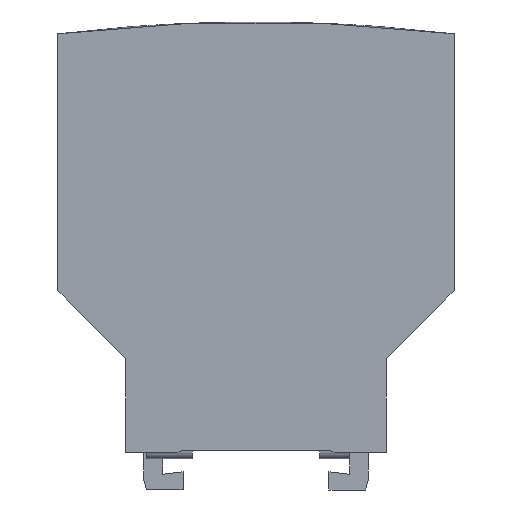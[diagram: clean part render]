
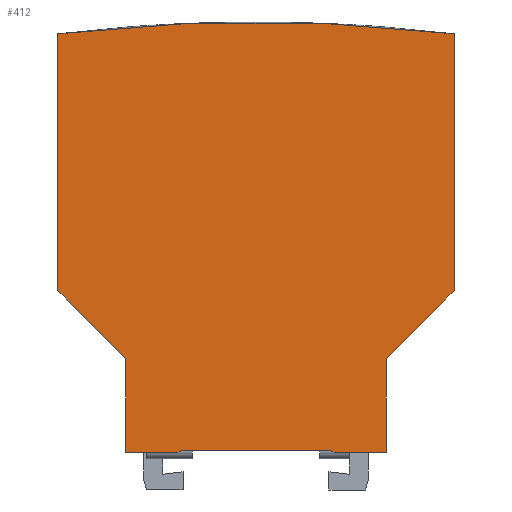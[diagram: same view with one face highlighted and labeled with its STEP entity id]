
A CAD part, left-side view. The second image highlights one B-rep face of the part: STEP entity #412.
In plain terms, the highlighted planar face has unit normal (-1, 0, 0).
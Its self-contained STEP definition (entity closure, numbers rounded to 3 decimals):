
#412 = ADVANCED_FACE( '', ( #1128 ), #1129, .F. );
#1128 = FACE_OUTER_BOUND( '', #1845, .T. );
#1129 = PLANE( '', #1846 );
#1845 = EDGE_LOOP( '', ( #4720, #4721, #4722, #4723, #4724, #4725, #4726, #4727, #4728, #4729, #4730, #4731 ) );
#1846 = AXIS2_PLACEMENT_3D( '', #4732, #4733, #4734 );
#4720 = ORIENTED_EDGE( '', *, *, #5237, .F. );
#4721 = ORIENTED_EDGE( '', *, *, #5690, .F. );
#4722 = ORIENTED_EDGE( '', *, *, #5687, .F. );
#4723 = ORIENTED_EDGE( '', *, *, #5685, .F. );
#4724 = ORIENTED_EDGE( '', *, *, #5296, .F. );
#4725 = ORIENTED_EDGE( '', *, *, #5662, .F. );
#4726 = ORIENTED_EDGE( '', *, *, #5668, .F. );
#4727 = ORIENTED_EDGE( '', *, *, #5679, .F. );
#4728 = ORIENTED_EDGE( '', *, *, #5670, .F. );
#4729 = ORIENTED_EDGE( '', *, *, #5673, .F. );
#4730 = ORIENTED_EDGE( '', *, *, #5549, .F. );
#4731 = ORIENTED_EDGE( '', *, *, #5543, .F. );
#4732 = CARTESIAN_POINT( '', ( -18., 0., 0. ) );
#4733 = DIRECTION( '', ( 1., 0., 0. ) );
#4734 = DIRECTION( '', ( 0., 0., -1. ) );
#5237 = EDGE_CURVE( '', #6504, #6506, #6507, .T. );
#5296 = EDGE_CURVE( '', #6609, #6611, #6612, .T. );
#5543 = EDGE_CURVE( '', #6506, #7019, #7020, .T. );
#5549 = EDGE_CURVE( '', #7019, #7029, #7030, .T. );
#5662 = EDGE_CURVE( '', #7220, #6609, #7222, .T. );
#5668 = EDGE_CURVE( '', #7229, #7220, #7231, .T. );
#5670 = EDGE_CURVE( '', #7232, #7234, #7235, .T. );
#5673 = EDGE_CURVE( '', #7029, #7232, #7238, .T. );
#5679 = EDGE_CURVE( '', #7234, #7229, #7245, .T. );
#5685 = EDGE_CURVE( '', #6611, #7252, #7253, .T. );
#5687 = EDGE_CURVE( '', #7252, #7255, #7256, .T. );
#5690 = EDGE_CURVE( '', #7255, #6504, #7260, .T. );
#6504 = VERTEX_POINT( '', #9214 );
#6506 = VERTEX_POINT( '', #9217 );
#6507 = LINE( '', #9218, #9219 );
#6609 = VERTEX_POINT( '', #9378 );
#6611 = VERTEX_POINT( '', #9381 );
#6612 = LINE( '', #9382, #9383 );
#7019 = VERTEX_POINT( '', #10036 );
#7020 = LINE( '', #10037, #10038 );
#7029 = VERTEX_POINT( '', #10052 );
#7030 = LINE( '', #10053, #10054 );
#7220 = VERTEX_POINT( '', #10351 );
#7222 = LINE( '', #10354, #10355 );
#7229 = VERTEX_POINT( '', #10366 );
#7231 = LINE( '', #10369, #10370 );
#7232 = VERTEX_POINT( '', #10371 );
#7234 = VERTEX_POINT( '', #10374 );
#7235 = LINE( '', #10375, #10376 );
#7238 = LINE( '', #10381, #10382 );
#7245 = LINE( '', #10394, #10395 );
#7252 = VERTEX_POINT( '', #10407 );
#7253 = LINE( '', #10408, #10409 );
#7255 = VERTEX_POINT( '', #10412 );
#7256 = LINE( '', #10413, #10414 );
#7260 = CIRCLE( '', #10420, 160. );
#9214 = CARTESIAN_POINT( '', ( -18., -19., 39.968 ) );
#9217 = CARTESIAN_POINT( '', ( -18., -19., 15.3 ) );
#9218 = CARTESIAN_POINT( '', ( -18., -19., 39.968 ) );
#9219 = VECTOR( '', #11089, 1. );
#9378 = CARTESIAN_POINT( '', ( -18., 12.5, -0.2 ) );
#9381 = CARTESIAN_POINT( '', ( -18., 12.5, 8.8 ) );
#9382 = CARTESIAN_POINT( '', ( -18., 12.5, -0.2 ) );
#9383 = VECTOR( '', #11148, 1. );
#10036 = CARTESIAN_POINT( '', ( -18., -12.5, 8.8 ) );
#10037 = CARTESIAN_POINT( '', ( -18., -19., 15.3 ) );
#10038 = VECTOR( '', #11395, 1. );
#10052 = CARTESIAN_POINT( '', ( -18., -12.5, -0.2 ) );
#10053 = CARTESIAN_POINT( '', ( -18., -12.5, 8.8 ) );
#10054 = VECTOR( '', #11401, 1. );
#10351 = CARTESIAN_POINT( '', ( -18., 7.5, -0.2 ) );
#10354 = CARTESIAN_POINT( '', ( -18., 7.5, -0.2 ) );
#10355 = VECTOR( '', #11522, 1. );
#10366 = CARTESIAN_POINT( '', ( -18., 7.154, 0. ) );
#10369 = CARTESIAN_POINT( '', ( -18., 7.154, 0. ) );
#10370 = VECTOR( '', #11528, 1. );
#10371 = CARTESIAN_POINT( '', ( -18., -7.5, -0.2 ) );
#10374 = CARTESIAN_POINT( '', ( -18., -7.154, 0. ) );
#10375 = CARTESIAN_POINT( '', ( -18., -7.5, -0.2 ) );
#10376 = VECTOR( '', #11530, 1. );
#10381 = CARTESIAN_POINT( '', ( -18., -12.5, -0.2 ) );
#10382 = VECTOR( '', #11533, 1. );
#10394 = CARTESIAN_POINT( '', ( -18., -7.154, 0. ) );
#10395 = VECTOR( '', #11539, 1. );
#10407 = CARTESIAN_POINT( '', ( -18., 19., 15.3 ) );
#10408 = CARTESIAN_POINT( '', ( -18., 12.5, 8.8 ) );
#10409 = VECTOR( '', #11545, 1. );
#10412 = CARTESIAN_POINT( '', ( -18., 19., 39.968 ) );
#10413 = CARTESIAN_POINT( '', ( -18., 19., 15.3 ) );
#10414 = VECTOR( '', #11547, 1. );
#10420 = AXIS2_PLACEMENT_3D( '', #11550, #11551, #11552 );
#11089 = DIRECTION( '', ( 0., 0., -1. ) );
#11148 = DIRECTION( '', ( 0., 0., 1. ) );
#11395 = DIRECTION( '', ( 0., 0.707, -0.707 ) );
#11401 = DIRECTION( '', ( 0., 0., -1. ) );
#11522 = DIRECTION( '', ( 0., 1., 0. ) );
#11528 = DIRECTION( '', ( 0., 0.866, -0.5 ) );
#11530 = DIRECTION( '', ( 0., 0.866, 0.5 ) );
#11533 = DIRECTION( '', ( 0., 1., 0. ) );
#11539 = DIRECTION( '', ( 0., 1., 0. ) );
#11545 = DIRECTION( '', ( 0., 0.707, 0.707 ) );
#11547 = DIRECTION( '', ( 0., 0., 1. ) );
#11550 = CARTESIAN_POINT( '', ( -18., 0., -118.9 ) );
#11551 = DIRECTION( '', ( 1., 0., 0. ) );
#11552 = DIRECTION( '', ( 0., 0.119, 0.993 ) );
